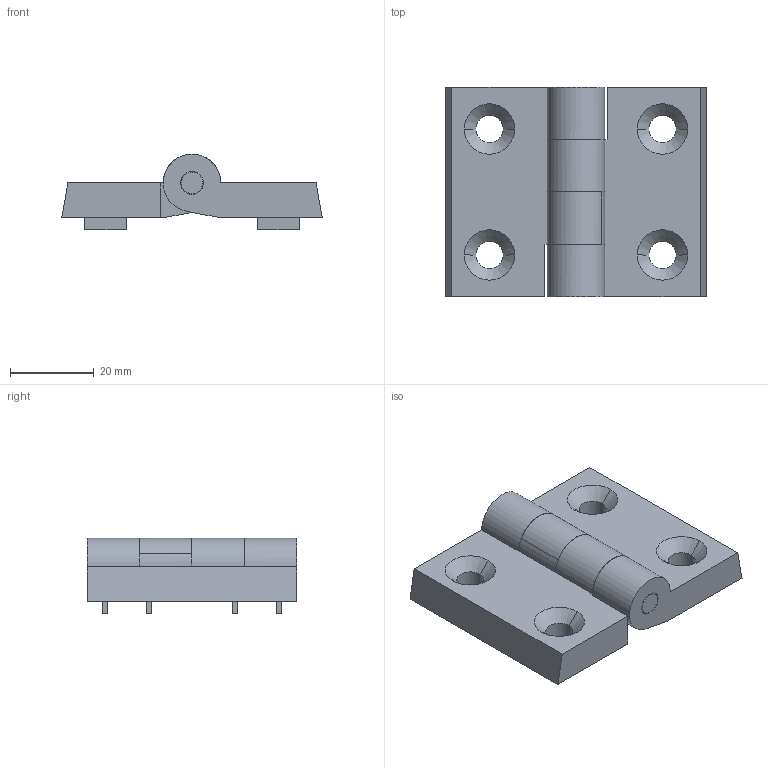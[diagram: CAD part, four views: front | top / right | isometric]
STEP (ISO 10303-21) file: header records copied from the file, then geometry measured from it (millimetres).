
FILE_DESCRIPTION (( 'STEP AP214' ), '1' );
FILE_NAME ('FB3Z4040P10.STEP', '2022-06-09T07:41:17', ( '' ), ( '' ), 'SwSTEP 2.0', 'SolidWorks 2017', '' );
FILE_SCHEMA (( 'AUTOMOTIVE_DESIGN' ));
Length unit declared in the file: millimetre
Products named in the file (3): FB3Z4040P10; FB3Z4040P10-2; FB3Z4040P10-1
Assembly tree (3 placements, depth 2):
  FB3Z4040P10
    FB3Z4040P10-1  x2
    FB3Z4040P10-2
Bounding box: 62 x 49.8 x 18 mm (x, y, z)
Volume: 26063.9 mm3; surface area: 12469 mm2
Topology: 3 solids, 3 shells, 98 faces, 236 edges, 152 vertices
Faces by surface type: plane 66, cylinder 20, cone 12
Entity records: 1667 total; most frequent: DIRECTION 275, CARTESIAN_POINT 264, ORIENTED_EDGE 250, EDGE_CURVE 125, VECTOR 93, LINE 93, AXIS2_PLACEMENT_3D 91, VERTEX_POINT 80
